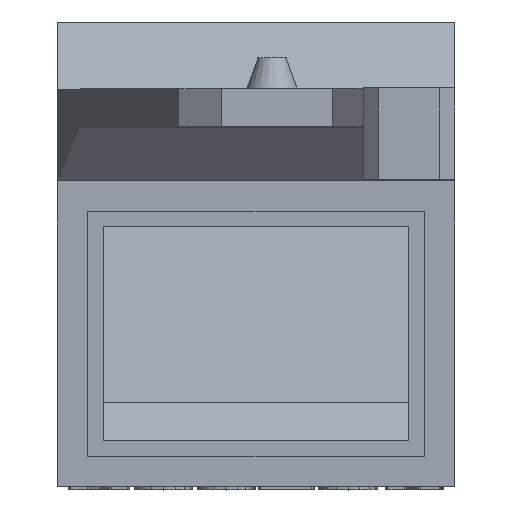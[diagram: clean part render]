
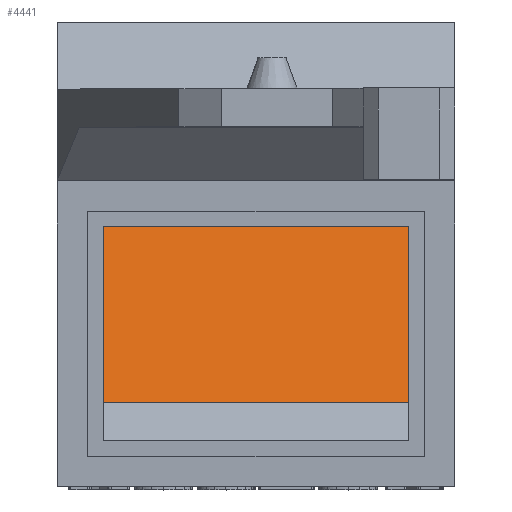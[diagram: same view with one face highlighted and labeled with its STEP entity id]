
A CAD part, top view. The second image highlights one B-rep face of the part: STEP entity #4441.
In plain terms, the highlighted planar face has unit normal (0, 0.25, 0.968).
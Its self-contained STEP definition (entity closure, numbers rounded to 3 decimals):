
#493=FACE_OUTER_BOUND('',#739,.T.);
#739=EDGE_LOOP('',(#2967,#2968,#2969,#2970,#2971,#2972,#2973,#2974,#2975,
#2976,#2977,#2978,#2979,#2980,#2981,#2982));
#1017=LINE('',#5428,#1400);
#1021=LINE('',#5441,#1404);
#1024=LINE('',#5445,#1407);
#1031=LINE('',#5460,#1414);
#1032=LINE('',#5462,#1415);
#1033=LINE('',#5464,#1416);
#1034=LINE('',#5466,#1417);
#1035=LINE('',#5468,#1418);
#1036=LINE('',#5470,#1419);
#1037=LINE('',#5472,#1420);
#1038=LINE('',#5474,#1421);
#1039=LINE('',#5476,#1422);
#1040=LINE('',#5478,#1423);
#1041=LINE('',#5480,#1424);
#1042=LINE('',#5482,#1425);
#1043=LINE('',#5483,#1426);
#1400=VECTOR('',#4815,10.);
#1404=VECTOR('',#4825,10.);
#1407=VECTOR('',#4830,10.);
#1414=VECTOR('',#4843,10.);
#1415=VECTOR('',#4844,10.);
#1416=VECTOR('',#4845,10.);
#1417=VECTOR('',#4846,10.);
#1418=VECTOR('',#4847,10.);
#1419=VECTOR('',#4848,10.);
#1420=VECTOR('',#4849,10.);
#1421=VECTOR('',#4850,10.);
#1422=VECTOR('',#4851,10.);
#1423=VECTOR('',#4852,10.);
#1424=VECTOR('',#4853,10.);
#1425=VECTOR('',#4854,10.);
#1426=VECTOR('',#4855,10.);
#1783=VERTEX_POINT('',#5425);
#1784=VERTEX_POINT('',#5427);
#1789=VERTEX_POINT('',#5438);
#1790=VERTEX_POINT('',#5440);
#1795=VERTEX_POINT('',#5459);
#1796=VERTEX_POINT('',#5461);
#1797=VERTEX_POINT('',#5463);
#1798=VERTEX_POINT('',#5465);
#1799=VERTEX_POINT('',#5467);
#1800=VERTEX_POINT('',#5469);
#1801=VERTEX_POINT('',#5471);
#1802=VERTEX_POINT('',#5473);
#1803=VERTEX_POINT('',#5475);
#1804=VERTEX_POINT('',#5477);
#1805=VERTEX_POINT('',#5479);
#1806=VERTEX_POINT('',#5481);
#2247=EDGE_CURVE('',#1784,#1783,#1017,.T.);
#2253=EDGE_CURVE('',#1790,#1789,#1021,.T.);
#2256=EDGE_CURVE('',#1789,#1784,#1024,.T.);
#2263=EDGE_CURVE('',#1795,#1783,#1031,.T.);
#2264=EDGE_CURVE('',#1795,#1796,#1032,.T.);
#2265=EDGE_CURVE('',#1797,#1796,#1033,.F.);
#2266=EDGE_CURVE('',#1798,#1797,#1034,.T.);
#2267=EDGE_CURVE('',#1799,#1798,#1035,.T.);
#2268=EDGE_CURVE('',#1799,#1800,#1036,.T.);
#2269=EDGE_CURVE('',#1800,#1801,#1037,.T.);
#2270=EDGE_CURVE('',#1801,#1802,#1038,.T.);
#2271=EDGE_CURVE('',#1803,#1802,#1039,.T.);
#2272=EDGE_CURVE('',#1803,#1804,#1040,.T.);
#2273=EDGE_CURVE('',#1804,#1805,#1041,.T.);
#2274=EDGE_CURVE('',#1805,#1806,#1042,.T.);
#2275=EDGE_CURVE('',#1790,#1806,#1043,.T.);
#2967=ORIENTED_EDGE('',*,*,#2253,.T.);
#2968=ORIENTED_EDGE('',*,*,#2256,.T.);
#2969=ORIENTED_EDGE('',*,*,#2247,.T.);
#2970=ORIENTED_EDGE('',*,*,#2263,.F.);
#2971=ORIENTED_EDGE('',*,*,#2264,.T.);
#2972=ORIENTED_EDGE('',*,*,#2265,.F.);
#2973=ORIENTED_EDGE('',*,*,#2266,.F.);
#2974=ORIENTED_EDGE('',*,*,#2267,.F.);
#2975=ORIENTED_EDGE('',*,*,#2268,.T.);
#2976=ORIENTED_EDGE('',*,*,#2269,.T.);
#2977=ORIENTED_EDGE('',*,*,#2270,.T.);
#2978=ORIENTED_EDGE('',*,*,#2271,.F.);
#2979=ORIENTED_EDGE('',*,*,#2272,.T.);
#2980=ORIENTED_EDGE('',*,*,#2273,.T.);
#2981=ORIENTED_EDGE('',*,*,#2274,.T.);
#2982=ORIENTED_EDGE('',*,*,#2275,.F.);
#4350=PLANE('',#4703);
#4441=ADVANCED_FACE('',(#493),#4350,.F.);
#4703=AXIS2_PLACEMENT_3D('',#5458,#4841,#4842);
#4815=DIRECTION('',(0.,0.968,-0.25));
#4825=DIRECTION('',(0.,-0.968,0.25));
#4830=DIRECTION('',(-1.,0.,0.));
#4841=DIRECTION('center_axis',(0.,-0.25,
-0.968));
#4842=DIRECTION('ref_axis',(0.,-0.968,0.25));
#4843=DIRECTION('',(1.,0.,0.));
#4844=DIRECTION('',(0.,-0.968,0.25));
#4845=DIRECTION('',(1.,0.,0.));
#4846=DIRECTION('',(0.,-0.968,0.25));
#4847=DIRECTION('',(1.,0.,0.));
#4848=DIRECTION('',(0.,-0.968,0.25));
#4849=DIRECTION('',(-1.,0.,0.));
#4850=DIRECTION('',(0.,0.968,-0.25));
#4851=DIRECTION('',(1.,0.,0.));
#4852=DIRECTION('',(0.,-0.968,0.25));
#4853=DIRECTION('',(-1.,0.,0.));
#4854=DIRECTION('',(0.,0.968,-0.25));
#4855=DIRECTION('',(1.,0.,0.));
#5425=CARTESIAN_POINT('',(0.9,-33.29,-28.68));
#5427=CARTESIAN_POINT('',(0.9,-42.973,-26.181));
#5428=CARTESIAN_POINT('',(0.9,-33.29,-28.68));
#5438=CARTESIAN_POINT('',(1.7,-42.973,-26.181));
#5440=CARTESIAN_POINT('',(1.7,-33.29,-28.68));
#5441=CARTESIAN_POINT('',(1.7,-38.131,-27.43));
#5445=CARTESIAN_POINT('',(10.7,-42.973,-26.181));
#5458=CARTESIAN_POINT('Origin',(20.5,-33.29,-28.68));
#5459=CARTESIAN_POINT('',(-4.5,-33.29,-28.68));
#5460=CARTESIAN_POINT('',(20.5,-33.29,-28.68));
#5461=CARTESIAN_POINT('',(-4.5,-57.275,-22.489));
#5462=CARTESIAN_POINT('',(-4.5,-41.053,-26.676));
#5463=CARTESIAN_POINT('',(19.5,-57.275,-22.489));
#5464=CARTESIAN_POINT('',(20.5,-57.275,-22.489));
#5465=CARTESIAN_POINT('',(19.5,-33.29,-28.68));
#5466=CARTESIAN_POINT('',(19.5,-41.053,-26.676));
#5467=CARTESIAN_POINT('',(14.1,-33.29,-28.68));
#5468=CARTESIAN_POINT('',(20.5,-33.29,-28.68));
#5469=CARTESIAN_POINT('',(14.1,-42.973,-26.181));
#5470=CARTESIAN_POINT('',(14.1,-38.131,-27.43));
#5471=CARTESIAN_POINT('',(13.3,-42.973,-26.181));
#5472=CARTESIAN_POINT('',(16.9,-42.973,-26.181));
#5473=CARTESIAN_POINT('',(13.3,-33.29,-28.68));
#5474=CARTESIAN_POINT('',(13.3,-33.29,-28.68));
#5475=CARTESIAN_POINT('',(7.9,-33.29,-28.68));
#5476=CARTESIAN_POINT('',(20.5,-33.29,-28.68));
#5477=CARTESIAN_POINT('',(7.9,-42.973,-26.181));
#5478=CARTESIAN_POINT('',(7.9,-38.131,-27.43));
#5479=CARTESIAN_POINT('',(7.1,-42.973,-26.181));
#5480=CARTESIAN_POINT('',(13.8,-42.973,-26.181));
#5481=CARTESIAN_POINT('',(7.1,-33.29,-28.68));
#5482=CARTESIAN_POINT('',(7.1,-33.29,-28.68));
#5483=CARTESIAN_POINT('',(20.5,-33.29,-28.68));
